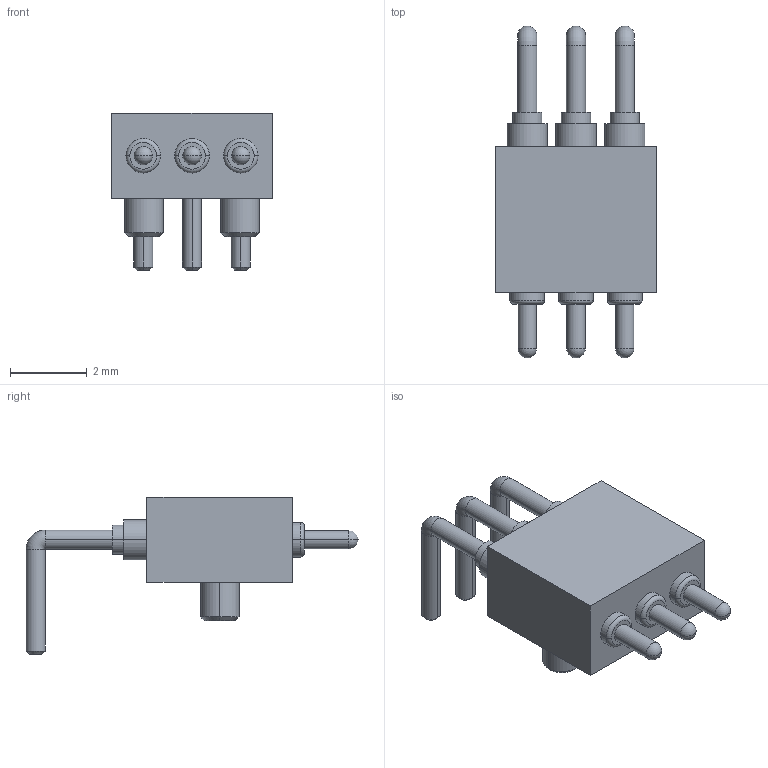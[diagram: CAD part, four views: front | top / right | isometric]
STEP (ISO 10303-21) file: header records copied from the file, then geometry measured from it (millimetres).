
FILE_DESCRIPTION (( 'STEP AP203' ), '1' );
FILE_NAME ('CON-000035.STEP', '2022-03-21T16:13:14', ( '' ), ( '' ), 'SwSTEP 2.0', 'SolidWorks 2021', '' );
FILE_SCHEMA (( 'CONFIG_CONTROL_DESIGN' ));
Length unit declared in the file: millimetre
Products named in the file (3): CON-000035; CFE Luis Pogo Housing; CFE Luis Pin
Assembly tree (4 placements, depth 2):
  CON-000035
    CFE Luis Pogo Housing
    CFE Luis Pin  x3
Bounding box: 4.19 x 8.65 x 4.11 mm (x, y, z)
Volume: 43 mm3; surface area: 177.8 mm2
Topology: 4 solids, 4 shells, 94 faces, 209 edges, 125 vertices
Faces by surface type: cylinder 46, plane 23, cone 10, torus 9, sphere 6
Entity records: 1631 total; most frequent: DIRECTION 260, CARTESIAN_POINT 211, ORIENTED_EDGE 194, AXIS2_PLACEMENT_3D 110, EDGE_CURVE 97, VERTEX_POINT 61, EDGE_LOOP 58, CIRCLE 57
